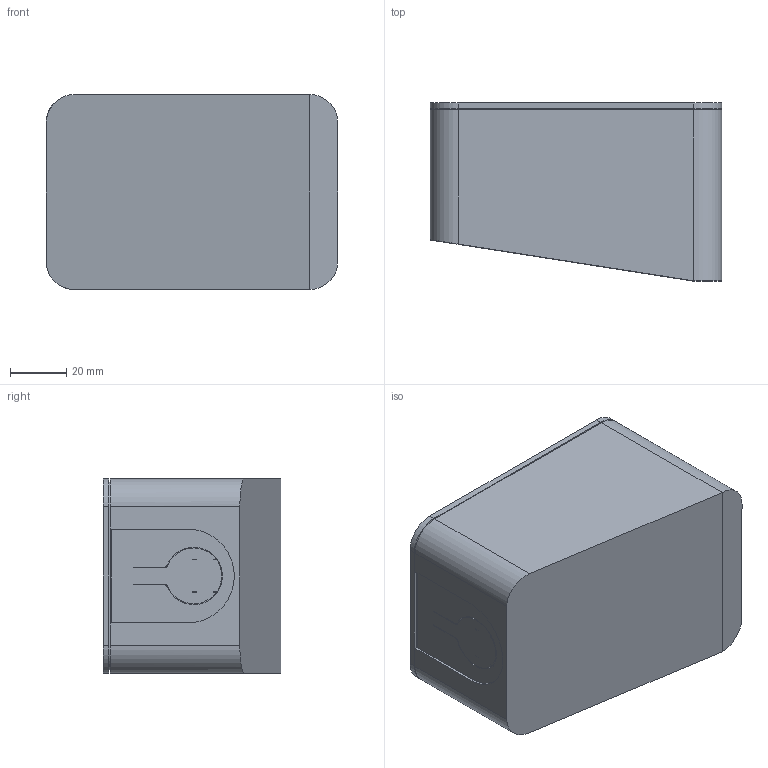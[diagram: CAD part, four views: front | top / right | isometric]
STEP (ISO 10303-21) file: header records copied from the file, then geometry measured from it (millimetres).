
FILE_DESCRIPTION(/* description */ (''),/* implementation_level */ '2;1');
FILE_NAME(/* name */ 'Full Assembly.step',/* time_stamp */ '2017-11-08T12:41:24+00:00',/* author */ (''),/* organization */ (''),/* preprocessor_version */ 'ST-DEVELOPER v16.13',/* originating_system */ 'Autodesk Translation Framework v6.5.0.72',/* authorisation */ '');
FILE_SCHEMA (('AUTOMOTIVE_DESIGN { 1 0 10303 214 3 1 1 }'));
Length unit declared in the file: millimetre
Products named in the file (10): Pi Cam Compact Box; Top Lid; Bottom Shell 3; Camera Hatch 3; Button Hatch 3B; Button; RsPI Camera 1; Adafruit PiTFT Hat 2; Simple Rsp PI Model B; Battery
Assembly tree (9 placements, depth 2):
  Pi Cam Compact Box
    Top Lid
    Bottom Shell 3
    Camera Hatch 3
    Button Hatch 3B
    Button
    RsPI Camera 1
    Adafruit PiTFT Hat 2
    Simple Rsp PI Model B
    Battery
Bounding box: 104 x 63.5 x 69.52 mm (x, y, z)
Volume: 165936.3 mm3; surface area: 114447.7 mm2
Topology: 9 solids, 9 shells, 1252 faces, 3274 edges, 2162 vertices
Faces by surface type: plane 1010, cylinder 217, sphere 14, cone 9, bspline 2
Full cylindrical faces by diameter (mm): 1.5 x4, 1.8 x4, 2 x4, 2.1 x4, 2.75 x4, 2.756 x4, 3 x8, 3.328 x1, 5 x1, 5.5 x1, 6 x5, 7 x4, 7.6 x1, 8 x2
Entity records: 38582 total; most frequent: CARTESIAN_POINT 6861, ORIENTED_EDGE 6520, DIRECTION 6324, EDGE_CURVE 3260, LINE 2726, VECTOR 2726, VERTEX_POINT 2164, AXIS2_PLACEMENT_3D 1799
